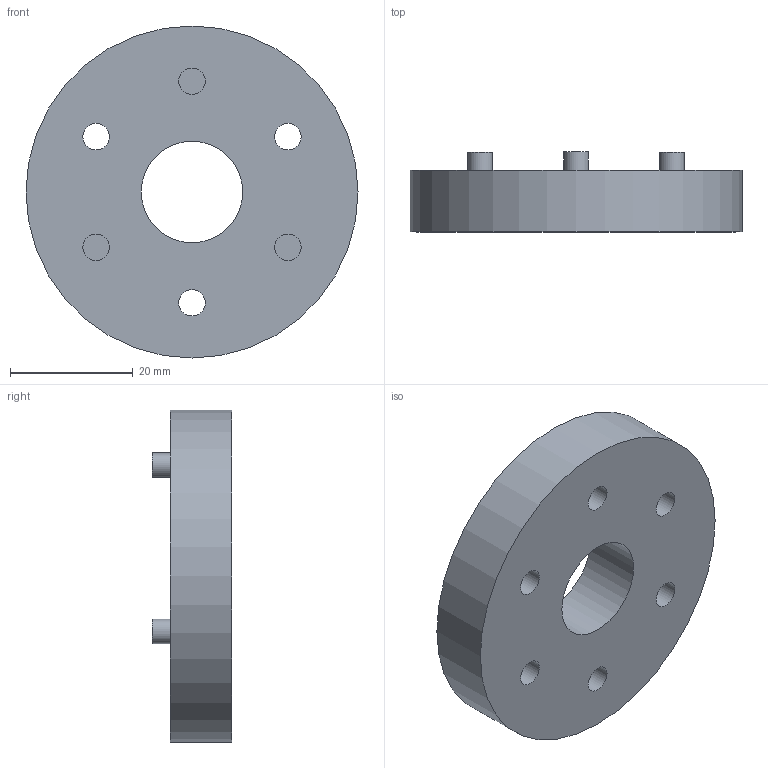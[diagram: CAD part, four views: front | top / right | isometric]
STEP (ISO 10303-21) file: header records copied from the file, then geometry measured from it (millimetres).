
FILE_DESCRIPTION(/* description */ (''),/* implementation_level */ '2;1');
FILE_NAME(/* name */ 'Navimow_cut_disc_spacer_10mm.step',/* time_stamp */ '2023-08-09T20:29:27+02:00',/* author */ (''),/* organization */ (''),/* preprocessor_version */ 'ST-DEVELOPER v19.2',/* originating_system */ 'Autodesk Translation Framework v12.6.0.85',/* authorisation */ '');
FILE_SCHEMA (('AUTOMOTIVE_DESIGN { 1 0 10303 214 3 1 1 }'));
Length unit declared in the file: millimetre
Products named in the file (1): navimow_cut_disc_edited_+10mm_with_support
Bounding box: 54 x 13 x 54 mm (x, y, z)
Volume: 20267.1 mm3; surface area: 6961 mm2
Topology: 1 solids, 1 shells, 19 faces, 33 edges, 22 vertices
Faces by surface type: cylinder 11, plane 8
Full cylindrical faces by diameter (mm): 4 x3, 4.3 x6, 16.5 x1, 54 x1
Entity records: 507 total; most frequent: DIRECTION 95, CARTESIAN_POINT 75, ORIENTED_EDGE 66, AXIS2_PLACEMENT_3D 42, EDGE_LOOP 33, EDGE_CURVE 33, CIRCLE 22, VERTEX_POINT 22
